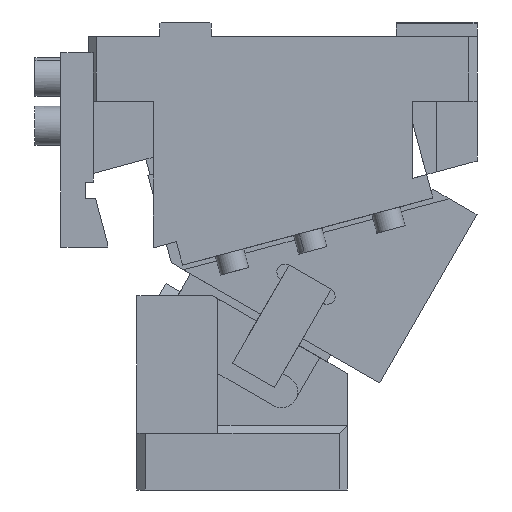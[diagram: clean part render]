
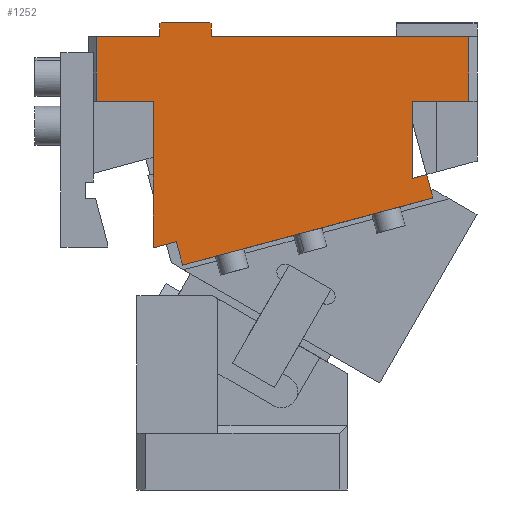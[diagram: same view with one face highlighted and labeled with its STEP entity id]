
A CAD part, front view. The second image highlights one B-rep face of the part: STEP entity #1252.
In plain terms, the highlighted planar face has unit normal (0, -1, 0).
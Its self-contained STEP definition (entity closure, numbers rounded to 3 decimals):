
#195=CARTESIAN_POINT('Vertex',(5.,-80.,0.)) ;
#198=CARTESIAN_POINT('Line Origine',(24.5,-80.,0.)) ;
#202=CARTESIAN_POINT('Vertex',(44.,-80.,0.)) ;
#538=CARTESIAN_POINT('Vertex',(76.,-80.,0.)) ;
#541=CARTESIAN_POINT('Line Origine',(155.5,-80.,0.)) ;
#545=CARTESIAN_POINT('Vertex',(235.,-80.,0.)) ;
#1073=CARTESIAN_POINT('Line Origine',(44.,-80.,4.)) ;
#1077=CARTESIAN_POINT('Vertex',(44.,-80.,8.)) ;
#1094=CARTESIAN_POINT('Axis2P3D Location',(0.,-80.,0.)) ;
#1099=CARTESIAN_POINT('Line Origine',(40.,-80.,-58.313)) ;
#1103=CARTESIAN_POINT('Vertex',(40.,-80.,-40.)) ;
#1105=CARTESIAN_POINT('Vertex',(40.,-80.,-76.627)) ;
#1108=CARTESIAN_POINT('Line Origine',(40.,-80.,-88.273)) ;
#1112=CARTESIAN_POINT('Vertex',(40.,-80.,-99.92)) ;
#1115=CARTESIAN_POINT('Line Origine',(40.,-80.,-105.045)) ;
#1119=CARTESIAN_POINT('Vertex',(40.,-80.,-110.17)) ;
#1122=CARTESIAN_POINT('Line Origine',(40.,-80.,-113.068)) ;
#1126=CARTESIAN_POINT('Vertex',(40.,-80.,-115.967)) ;
#1129=CARTESIAN_POINT('Line Origine',(40.,-80.,-123.214)) ;
#1133=CARTESIAN_POINT('Vertex',(40.,-80.,-130.461)) ;
#1136=CARTESIAN_POINT('Line Origine',(47.139,-80.,-128.548)) ;
#1140=CARTESIAN_POINT('Vertex',(54.277,-80.,-126.635)) ;
#1143=CARTESIAN_POINT('Line Origine',(56.218,-80.,-133.88)) ;
#1147=CARTESIAN_POINT('Vertex',(58.16,-80.,-141.124)) ;
#1150=CARTESIAN_POINT('Line Origine',(135.434,-80.,-120.419)) ;
#1154=CARTESIAN_POINT('Vertex',(212.708,-80.,-99.713)) ;
#1157=CARTESIAN_POINT('Line Origine',(210.766,-80.,-92.469)) ;
#1161=CARTESIAN_POINT('Vertex',(208.825,-80.,-85.224)) ;
#1164=CARTESIAN_POINT('Line Origine',(204.413,-80.,-86.407)) ;
#1168=CARTESIAN_POINT('Vertex',(200.,-80.,-87.589)) ;
#1171=CARTESIAN_POINT('Line Origine',(200.,-80.,-63.795)) ;
#1175=CARTESIAN_POINT('Vertex',(200.,-80.,-40.)) ;
#1178=CARTESIAN_POINT('Line Origine',(217.5,-80.,-40.)) ;
#1182=CARTESIAN_POINT('Vertex',(235.,-80.,-40.)) ;
#1185=CARTESIAN_POINT('Line Origine',(235.,-80.,-20.)) ;
#1190=CARTESIAN_POINT('Line Origine',(76.,-80.,4.)) ;
#1194=CARTESIAN_POINT('Vertex',(76.,-80.,8.)) ;
#1197=CARTESIAN_POINT('Line Origine',(75.5,-80.,8.5)) ;
#1201=CARTESIAN_POINT('Vertex',(75.,-80.,9.)) ;
#1204=CARTESIAN_POINT('Line Origine',(60.,-80.,9.)) ;
#1208=CARTESIAN_POINT('Vertex',(45.,-80.,9.)) ;
#1211=CARTESIAN_POINT('Line Origine',(44.5,-80.,8.5)) ;
#1216=CARTESIAN_POINT('Line Origine',(5.,-80.,-20.)) ;
#1220=CARTESIAN_POINT('Vertex',(5.,-80.,-40.)) ;
#1223=CARTESIAN_POINT('Line Origine',(22.5,-80.,-40.)) ;
#199=DIRECTION('Vector Direction',(1.,0.,0.)) ;
#542=DIRECTION('Vector Direction',(1.,0.,0.)) ;
#1074=DIRECTION('Vector Direction',(0.,0.,-1.)) ;
#1095=DIRECTION('Axis2P3D Direction',(0.,1.,0.)) ;
#1096=DIRECTION('Axis2P3D XDirection',(0.,0.,1.)) ;
#1100=DIRECTION('Vector Direction',(0.,0.,-1.)) ;
#1109=DIRECTION('Vector Direction',(0.,0.,-1.)) ;
#1116=DIRECTION('Vector Direction',(0.,0.,-1.)) ;
#1123=DIRECTION('Vector Direction',(0.,0.,-1.)) ;
#1130=DIRECTION('Vector Direction',(0.,0.,-1.)) ;
#1137=DIRECTION('Vector Direction',(-0.966,0.,-0.259)) ;
#1144=DIRECTION('Vector Direction',(-0.259,0.,0.966)) ;
#1151=DIRECTION('Vector Direction',(-0.966,0.,-0.259)) ;
#1158=DIRECTION('Vector Direction',(-0.259,0.,0.966)) ;
#1165=DIRECTION('Vector Direction',(-0.966,0.,-0.259)) ;
#1172=DIRECTION('Vector Direction',(0.,0.,1.)) ;
#1179=DIRECTION('Vector Direction',(1.,0.,0.)) ;
#1186=DIRECTION('Vector Direction',(0.,0.,1.)) ;
#1191=DIRECTION('Vector Direction',(0.,0.,1.)) ;
#1198=DIRECTION('Vector Direction',(-0.707,0.,0.707)) ;
#1205=DIRECTION('Vector Direction',(-1.,0.,0.)) ;
#1212=DIRECTION('Vector Direction',(-0.707,0.,-0.707)) ;
#1217=DIRECTION('Vector Direction',(0.,0.,-1.)) ;
#1224=DIRECTION('Vector Direction',(-1.,0.,0.)) ;
#1097=AXIS2_PLACEMENT_3D('Plane Axis2P3D',#1094,#1095,#1096) ;
#1229=ORIENTED_EDGE('',*,*,#1107,.T.) ;
#1230=ORIENTED_EDGE('',*,*,#1114,.T.) ;
#1231=ORIENTED_EDGE('',*,*,#1121,.T.) ;
#1232=ORIENTED_EDGE('',*,*,#1128,.T.) ;
#1233=ORIENTED_EDGE('',*,*,#1135,.T.) ;
#1234=ORIENTED_EDGE('',*,*,#1142,.F.) ;
#1235=ORIENTED_EDGE('',*,*,#1149,.F.) ;
#1236=ORIENTED_EDGE('',*,*,#1156,.F.) ;
#1237=ORIENTED_EDGE('',*,*,#1163,.T.) ;
#1238=ORIENTED_EDGE('',*,*,#1170,.T.) ;
#1239=ORIENTED_EDGE('',*,*,#1177,.T.) ;
#1240=ORIENTED_EDGE('',*,*,#1184,.T.) ;
#1241=ORIENTED_EDGE('',*,*,#1189,.T.) ;
#1242=ORIENTED_EDGE('',*,*,#547,.F.) ;
#1243=ORIENTED_EDGE('',*,*,#1196,.T.) ;
#1244=ORIENTED_EDGE('',*,*,#1203,.T.) ;
#1245=ORIENTED_EDGE('',*,*,#1210,.T.) ;
#1246=ORIENTED_EDGE('',*,*,#1215,.T.) ;
#1247=ORIENTED_EDGE('',*,*,#1079,.T.) ;
#1248=ORIENTED_EDGE('',*,*,#204,.F.) ;
#1249=ORIENTED_EDGE('',*,*,#1222,.T.) ;
#1250=ORIENTED_EDGE('',*,*,#1227,.F.) ;
#200=VECTOR('Line Direction',#199,1.) ;
#543=VECTOR('Line Direction',#542,1.) ;
#1075=VECTOR('Line Direction',#1074,1.) ;
#1101=VECTOR('Line Direction',#1100,1.) ;
#1110=VECTOR('Line Direction',#1109,1.) ;
#1117=VECTOR('Line Direction',#1116,1.) ;
#1124=VECTOR('Line Direction',#1123,1.) ;
#1131=VECTOR('Line Direction',#1130,1.) ;
#1138=VECTOR('Line Direction',#1137,1.) ;
#1145=VECTOR('Line Direction',#1144,1.) ;
#1152=VECTOR('Line Direction',#1151,1.) ;
#1159=VECTOR('Line Direction',#1158,1.) ;
#1166=VECTOR('Line Direction',#1165,1.) ;
#1173=VECTOR('Line Direction',#1172,1.) ;
#1180=VECTOR('Line Direction',#1179,1.) ;
#1187=VECTOR('Line Direction',#1186,1.) ;
#1192=VECTOR('Line Direction',#1191,1.) ;
#1199=VECTOR('Line Direction',#1198,1.) ;
#1206=VECTOR('Line Direction',#1205,1.) ;
#1213=VECTOR('Line Direction',#1212,1.) ;
#1218=VECTOR('Line Direction',#1217,1.) ;
#1225=VECTOR('Line Direction',#1224,1.) ;
#1252=ADVANCED_FACE('CAM HOLDER',(#1251),#1098,.F.) ;
#204=EDGE_CURVE('',#196,#203,#201,.T.) ;
#547=EDGE_CURVE('',#539,#546,#544,.T.) ;
#1079=EDGE_CURVE('',#1078,#203,#1076,.T.) ;
#1107=EDGE_CURVE('',#1104,#1106,#1102,.T.) ;
#1114=EDGE_CURVE('',#1106,#1113,#1111,.T.) ;
#1121=EDGE_CURVE('',#1113,#1120,#1118,.T.) ;
#1128=EDGE_CURVE('',#1120,#1127,#1125,.T.) ;
#1135=EDGE_CURVE('',#1127,#1134,#1132,.T.) ;
#1142=EDGE_CURVE('',#1141,#1134,#1139,.T.) ;
#1149=EDGE_CURVE('',#1148,#1141,#1146,.T.) ;
#1156=EDGE_CURVE('',#1155,#1148,#1153,.T.) ;
#1163=EDGE_CURVE('',#1155,#1162,#1160,.T.) ;
#1170=EDGE_CURVE('',#1162,#1169,#1167,.T.) ;
#1177=EDGE_CURVE('',#1169,#1176,#1174,.T.) ;
#1184=EDGE_CURVE('',#1176,#1183,#1181,.T.) ;
#1189=EDGE_CURVE('',#1183,#546,#1188,.T.) ;
#1196=EDGE_CURVE('',#539,#1195,#1193,.T.) ;
#1203=EDGE_CURVE('',#1195,#1202,#1200,.T.) ;
#1210=EDGE_CURVE('',#1202,#1209,#1207,.T.) ;
#1215=EDGE_CURVE('',#1209,#1078,#1214,.T.) ;
#1222=EDGE_CURVE('',#196,#1221,#1219,.T.) ;
#1227=EDGE_CURVE('',#1104,#1221,#1226,.T.) ;
#1228=EDGE_LOOP('',(#1229,#1230,#1231,#1232,#1233,#1234,#1235,#1236,#1237,#1238,#1239,#1240,#1241,#1242,#1243,#1244,#1245,#1246,#1247,#1248,#1249,#1250)) ;
#1251=FACE_OUTER_BOUND('',#1228,.T.) ;
#201=LINE('Line',#198,#200) ;
#544=LINE('Line',#541,#543) ;
#1076=LINE('Line',#1073,#1075) ;
#1102=LINE('Line',#1099,#1101) ;
#1111=LINE('Line',#1108,#1110) ;
#1118=LINE('Line',#1115,#1117) ;
#1125=LINE('Line',#1122,#1124) ;
#1132=LINE('Line',#1129,#1131) ;
#1139=LINE('Line',#1136,#1138) ;
#1146=LINE('Line',#1143,#1145) ;
#1153=LINE('Line',#1150,#1152) ;
#1160=LINE('Line',#1157,#1159) ;
#1167=LINE('Line',#1164,#1166) ;
#1174=LINE('Line',#1171,#1173) ;
#1181=LINE('Line',#1178,#1180) ;
#1188=LINE('Line',#1185,#1187) ;
#1193=LINE('Line',#1190,#1192) ;
#1200=LINE('Line',#1197,#1199) ;
#1207=LINE('Line',#1204,#1206) ;
#1214=LINE('Line',#1211,#1213) ;
#1219=LINE('Line',#1216,#1218) ;
#1226=LINE('Line',#1223,#1225) ;
#1098=PLANE('Plane',#1097) ;
#196=VERTEX_POINT('',#195) ;
#203=VERTEX_POINT('',#202) ;
#539=VERTEX_POINT('',#538) ;
#546=VERTEX_POINT('',#545) ;
#1078=VERTEX_POINT('',#1077) ;
#1104=VERTEX_POINT('',#1103) ;
#1106=VERTEX_POINT('',#1105) ;
#1113=VERTEX_POINT('',#1112) ;
#1120=VERTEX_POINT('',#1119) ;
#1127=VERTEX_POINT('',#1126) ;
#1134=VERTEX_POINT('',#1133) ;
#1141=VERTEX_POINT('',#1140) ;
#1148=VERTEX_POINT('',#1147) ;
#1155=VERTEX_POINT('',#1154) ;
#1162=VERTEX_POINT('',#1161) ;
#1169=VERTEX_POINT('',#1168) ;
#1176=VERTEX_POINT('',#1175) ;
#1183=VERTEX_POINT('',#1182) ;
#1195=VERTEX_POINT('',#1194) ;
#1202=VERTEX_POINT('',#1201) ;
#1209=VERTEX_POINT('',#1208) ;
#1221=VERTEX_POINT('',#1220) ;
